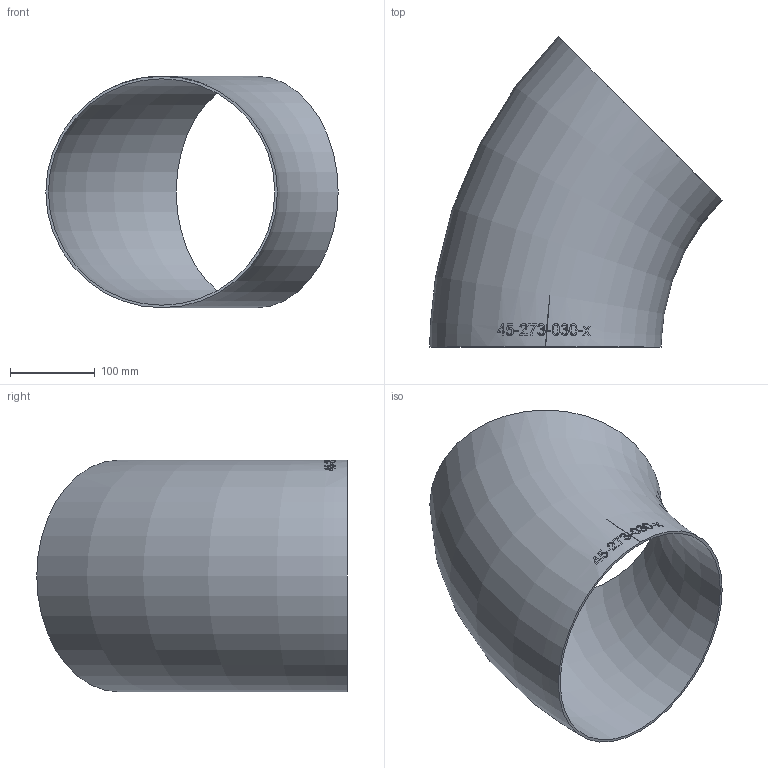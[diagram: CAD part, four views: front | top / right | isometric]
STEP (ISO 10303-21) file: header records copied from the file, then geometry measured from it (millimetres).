
FILE_DESCRIPTION (( 'STEP AP214' ), '1' );
FILE_NAME ('45-273-030-x Bogen 2004.STEP', '2020-04-17T13:19:02', ( '' ), ( '' ), 'SwSTEP 2.0', 'SolidWorks 2019', '' );
FILE_SCHEMA (( 'AUTOMOTIVE_DESIGN' ));
Length unit declared in the file: millimetre
Products named in the file (1): 45-273-030-x Bogen 2004
Bounding box: 344.61 x 365.93 x 273 mm (x, y, z)
Volume: 761454.1 mm3; surface area: 512755.2 mm2
Topology: 1 solids, 1 shells, 151 faces, 403 edges, 269 vertices
Faces by surface type: bspline 132, torus 17, plane 2
Entity records: 29426 total; most frequent: CARTESIAN_POINT 25222, ORIENTED_EDGE 800, EDGE_CURVE 400, B_SPLINE_CURVE_WITH_KNOTS 396, VERTEX_POINT 268, EDGE_LOOP 170, FACE_OUTER_BOUND 153, ADVANCED_FACE 151
